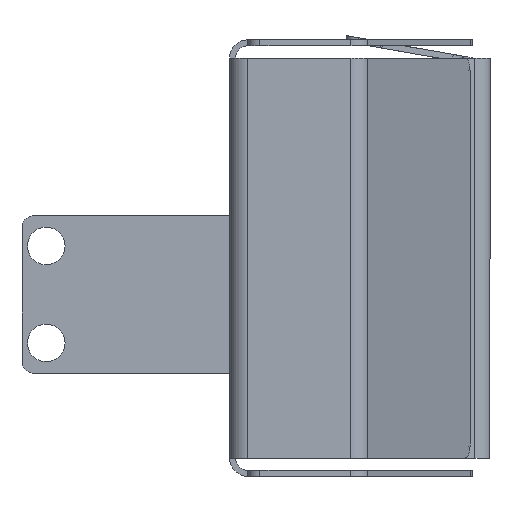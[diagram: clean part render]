
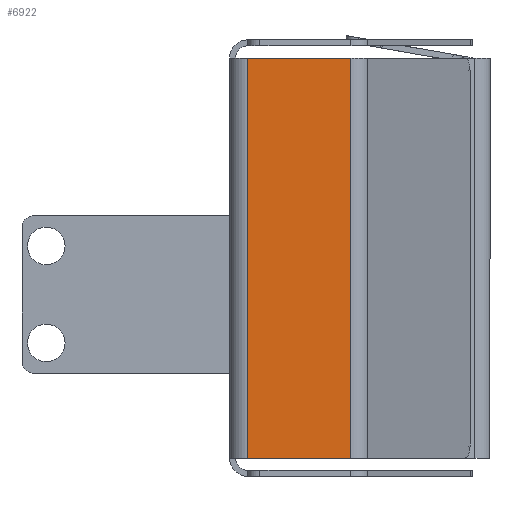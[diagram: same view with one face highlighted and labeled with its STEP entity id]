
A CAD part, left-side view. The second image highlights one B-rep face of the part: STEP entity #6922.
In plain terms, the highlighted planar face has unit normal (-1, 0, 0).
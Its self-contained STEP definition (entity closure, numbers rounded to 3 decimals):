
#115 = VERTEX_POINT ( 'NONE', #1792 ) ;
#232 = VERTEX_POINT ( 'NONE', #5287 ) ;
#512 = PLANE ( 'NONE',  #7663 ) ;
#872 = ORIENTED_EDGE ( 'NONE', *, *, #4876, .T. ) ;
#1061 = EDGE_CURVE ( 'NONE', #5990, #4946, #3407, .T. ) ;
#1126 = EDGE_CURVE ( 'NONE', #4946, #232, #2852, .T. ) ;
#1344 = DIRECTION ( 'NONE',  ( 1., 0., 0. ) ) ;
#1440 = VECTOR ( 'NONE', #4518, 1000. ) ;
#1739 = VECTOR ( 'NONE', #6405, 1000. ) ;
#1792 = CARTESIAN_POINT ( 'NONE',  ( -49.018, 19.977, 33. ) ) ;
#1823 = VECTOR ( 'NONE', #6678, 1000. ) ;
#1943 = LINE ( 'NONE', #4133, #1739 ) ;
#2379 = ORIENTED_EDGE ( 'NONE', *, *, #3800, .F. ) ;
#2479 = DIRECTION ( 'NONE',  ( 0., 1., 0. ) ) ;
#2535 = CARTESIAN_POINT ( 'NONE',  ( -49.018, 19.977, 0. ) ) ;
#2852 = LINE ( 'NONE', #6004, #1440 ) ;
#3407 = LINE ( 'NONE', #5121, #1823 ) ;
#3746 = ORIENTED_EDGE ( 'NONE', *, *, #1126, .T. ) ;
#3800 = EDGE_CURVE ( 'NONE', #5990, #115, #1943, .T. ) ;
#4131 = CARTESIAN_POINT ( 'NONE',  ( -49.018, 0., 0. ) ) ;
#4133 = CARTESIAN_POINT ( 'NONE',  ( -49.018, 19.977, 33. ) ) ;
#4331 = CARTESIAN_POINT ( 'NONE',  ( -49.018, 0., 33. ) ) ;
#4518 = DIRECTION ( 'NONE',  ( 0., 0., 1. ) ) ;
#4874 = DIRECTION ( 'NONE',  ( 0., 1., 0. ) ) ;
#4876 = EDGE_CURVE ( 'NONE', #232, #115, #7515, .T. ) ;
#4946 = VERTEX_POINT ( 'NONE', #6467 ) ;
#5121 = CARTESIAN_POINT ( 'NONE',  ( -49.018, 0., 0. ) ) ;
#5287 = CARTESIAN_POINT ( 'NONE',  ( -49.018, 11.477, 33. ) ) ;
#5938 = VECTOR ( 'NONE', #2479, 1000. ) ;
#5990 = VERTEX_POINT ( 'NONE', #2535 ) ;
#6004 = CARTESIAN_POINT ( 'NONE',  ( -49.018, 11.477, 0. ) ) ;
#6322 = EDGE_LOOP ( 'NONE', ( #2379, #7520, #3746, #872 ) ) ;
#6405 = DIRECTION ( 'NONE',  ( 0., 0., 1. ) ) ;
#6467 = CARTESIAN_POINT ( 'NONE',  ( -49.018, 11.477, 0. ) ) ;
#6678 = DIRECTION ( 'NONE',  ( 0., -1., 0. ) ) ;
#6919 = FACE_OUTER_BOUND ( 'NONE', #6322, .T. ) ;
#6922 = ADVANCED_FACE ( 'NONE', ( #6919 ), #512, .F. ) ;
#7515 = LINE ( 'NONE', #4331, #5938 ) ;
#7520 = ORIENTED_EDGE ( 'NONE', *, *, #1061, .T. ) ;
#7663 = AXIS2_PLACEMENT_3D ( 'NONE', #4131, #1344, #4874 ) ;
